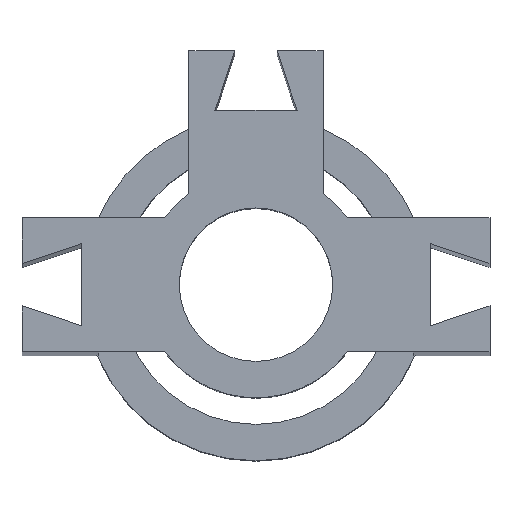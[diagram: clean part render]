
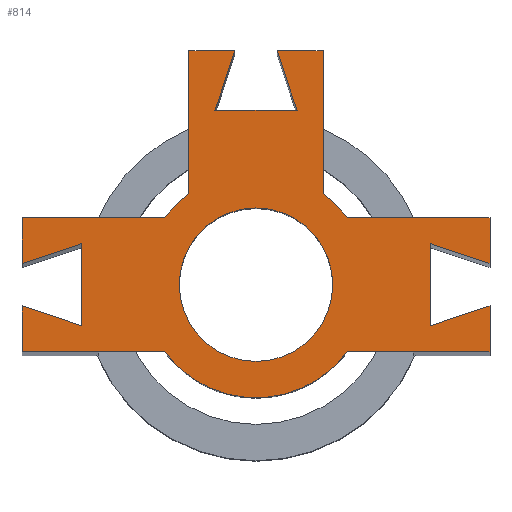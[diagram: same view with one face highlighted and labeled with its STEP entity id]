
A CAD part, top view. The second image highlights one B-rep face of the part: STEP entity #814.
In plain terms, the highlighted planar face has unit normal (0, 0, 1).
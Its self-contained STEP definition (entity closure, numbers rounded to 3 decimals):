
#18=FACE_BOUND('',#126,.T.);
#48=PLANE('',#883);
#85=FACE_OUTER_BOUND('',#125,.T.);
#125=EDGE_LOOP('',(#744,#745,#746,#747,#748,#749,#750,#751,#752,#753,#754,
#755,#756,#757,#758,#759,#760,#761,#762,#763,#764,#765,#766,#767));
#126=EDGE_LOOP('',(#768));
#142=CIRCLE('',#863,4.);
#143=CIRCLE('',#876,5.9);
#144=CIRCLE('',#877,5.9);
#145=CIRCLE('',#878,5.9);
#165=LINE('',#1154,#264);
#172=LINE('',#1168,#271);
#180=LINE('',#1184,#279);
#186=LINE('',#1196,#285);
#191=LINE('',#1205,#290);
#213=LINE('',#1263,#312);
#215=LINE('',#1267,#314);
#217=LINE('',#1271,#316);
#219=LINE('',#1275,#318);
#221=LINE('',#1279,#320);
#223=LINE('',#1283,#322);
#226=LINE('',#1288,#325);
#227=LINE('',#1291,#326);
#229=LINE('',#1295,#328);
#231=LINE('',#1299,#330);
#233=LINE('',#1302,#332);
#236=LINE('',#1313,#335);
#239=LINE('',#1318,#338);
#242=LINE('',#1323,#341);
#243=LINE('',#1325,#342);
#244=LINE('',#1327,#343);
#264=VECTOR('',#934,10.);
#271=VECTOR('',#945,10.);
#279=VECTOR('',#957,10.);
#285=VECTOR('',#965,10.);
#290=VECTOR('',#972,10.);
#312=VECTOR('',#1024,10.);
#314=VECTOR('',#1028,10.);
#316=VECTOR('',#1032,10.);
#318=VECTOR('',#1036,10.);
#320=VECTOR('',#1040,10.);
#322=VECTOR('',#1044,10.);
#325=VECTOR('',#1049,10.);
#326=VECTOR('',#1052,10.);
#328=VECTOR('',#1056,10.);
#330=VECTOR('',#1060,10.);
#332=VECTOR('',#1064,10.);
#335=VECTOR('',#1077,10.);
#338=VECTOR('',#1082,10.);
#341=VECTOR('',#1087,10.);
#342=VECTOR('',#1090,10.);
#343=VECTOR('',#1093,10.);
#366=VERTEX_POINT('',#1151);
#367=VERTEX_POINT('',#1153);
#371=VERTEX_POINT('',#1165);
#372=VERTEX_POINT('',#1167);
#377=VERTEX_POINT('',#1181);
#378=VERTEX_POINT('',#1183);
#382=VERTEX_POINT('',#1193);
#383=VERTEX_POINT('',#1195);
#386=VERTEX_POINT('',#1203);
#406=VERTEX_POINT('',#1258);
#407=VERTEX_POINT('',#1262);
#408=VERTEX_POINT('',#1266);
#409=VERTEX_POINT('',#1270);
#410=VERTEX_POINT('',#1274);
#411=VERTEX_POINT('',#1278);
#412=VERTEX_POINT('',#1282);
#413=VERTEX_POINT('',#1286);
#414=VERTEX_POINT('',#1290);
#415=VERTEX_POINT('',#1294);
#416=VERTEX_POINT('',#1298);
#417=VERTEX_POINT('',#1306);
#418=VERTEX_POINT('',#1311);
#419=VERTEX_POINT('',#1312);
#420=VERTEX_POINT('',#1317);
#421=VERTEX_POINT('',#1321);
#449=EDGE_CURVE('',#366,#367,#165,.T.);
#456=EDGE_CURVE('',#371,#372,#172,.T.);
#464=EDGE_CURVE('',#377,#378,#180,.T.);
#470=EDGE_CURVE('',#382,#383,#186,.T.);
#475=EDGE_CURVE('',#386,#377,#191,.T.);
#503=EDGE_CURVE('',#406,#406,#142,.T.);
#504=EDGE_CURVE('',#383,#407,#213,.T.);
#506=EDGE_CURVE('',#407,#408,#215,.T.);
#508=EDGE_CURVE('',#408,#409,#217,.T.);
#510=EDGE_CURVE('',#409,#410,#219,.T.);
#512=EDGE_CURVE('',#410,#411,#221,.T.);
#514=EDGE_CURVE('',#411,#412,#223,.T.);
#517=EDGE_CURVE('',#367,#413,#226,.T.);
#518=EDGE_CURVE('',#413,#414,#227,.T.);
#520=EDGE_CURVE('',#414,#415,#229,.T.);
#522=EDGE_CURVE('',#415,#416,#231,.T.);
#524=EDGE_CURVE('',#416,#371,#233,.T.);
#526=EDGE_CURVE('',#366,#412,#143,.T.);
#527=EDGE_CURVE('',#417,#372,#144,.T.);
#529=EDGE_CURVE('',#382,#378,#145,.T.);
#530=EDGE_CURVE('',#418,#419,#236,.T.);
#533=EDGE_CURVE('',#420,#418,#239,.T.);
#536=EDGE_CURVE('',#421,#420,#242,.T.);
#537=EDGE_CURVE('',#417,#421,#243,.T.);
#538=EDGE_CURVE('',#419,#386,#244,.T.);
#744=ORIENTED_EDGE('',*,*,#527,.T.);
#745=ORIENTED_EDGE('',*,*,#456,.F.);
#746=ORIENTED_EDGE('',*,*,#524,.F.);
#747=ORIENTED_EDGE('',*,*,#522,.F.);
#748=ORIENTED_EDGE('',*,*,#520,.F.);
#749=ORIENTED_EDGE('',*,*,#518,.F.);
#750=ORIENTED_EDGE('',*,*,#517,.F.);
#751=ORIENTED_EDGE('',*,*,#449,.F.);
#752=ORIENTED_EDGE('',*,*,#526,.T.);
#753=ORIENTED_EDGE('',*,*,#514,.F.);
#754=ORIENTED_EDGE('',*,*,#512,.F.);
#755=ORIENTED_EDGE('',*,*,#510,.F.);
#756=ORIENTED_EDGE('',*,*,#508,.F.);
#757=ORIENTED_EDGE('',*,*,#506,.F.);
#758=ORIENTED_EDGE('',*,*,#504,.F.);
#759=ORIENTED_EDGE('',*,*,#470,.F.);
#760=ORIENTED_EDGE('',*,*,#529,.T.);
#761=ORIENTED_EDGE('',*,*,#464,.F.);
#762=ORIENTED_EDGE('',*,*,#475,.F.);
#763=ORIENTED_EDGE('',*,*,#538,.F.);
#764=ORIENTED_EDGE('',*,*,#530,.F.);
#765=ORIENTED_EDGE('',*,*,#533,.F.);
#766=ORIENTED_EDGE('',*,*,#536,.F.);
#767=ORIENTED_EDGE('',*,*,#537,.F.);
#768=ORIENTED_EDGE('',*,*,#503,.T.);
#814=ADVANCED_FACE('',(#85,#18),#48,.T.);
#863=AXIS2_PLACEMENT_3D('',#1260,#1020,#1021);
#876=AXIS2_PLACEMENT_3D('',#1305,#1068,#1069);
#877=AXIS2_PLACEMENT_3D('',#1307,#1070,#1071);
#878=AXIS2_PLACEMENT_3D('',#1309,#1073,#1074);
#883=AXIS2_PLACEMENT_3D('',#1326,#1091,#1092);
#934=DIRECTION('',(0.,1.,0.));
#945=DIRECTION('',(0.,-1.,0.));
#957=DIRECTION('',(-1.,0.,0.));
#965=DIRECTION('',(-1.,0.,0.));
#972=DIRECTION('',(0.,-1.,0.));
#1020=DIRECTION('center_axis',(0.,0.,-1.));
#1021=DIRECTION('ref_axis',(1.,0.,0.));
#1024=DIRECTION('',(0.,1.,0.));
#1028=DIRECTION('',(0.949,-0.316,0.));
#1032=DIRECTION('',(0.,1.,0.));
#1036=DIRECTION('',(-0.949,-0.316,0.));
#1040=DIRECTION('',(0.,1.,0.));
#1044=DIRECTION('',(1.,0.,0.));
#1049=DIRECTION('',(1.,0.,0.));
#1052=DIRECTION('',(-0.316,-0.949,0.));
#1056=DIRECTION('',(1.,0.,0.));
#1060=DIRECTION('',(-0.316,0.949,0.));
#1064=DIRECTION('',(1.,0.,0.));
#1068=DIRECTION('center_axis',(0.,0.,1.));
#1069=DIRECTION('ref_axis',(1.,0.,0.));
#1070=DIRECTION('center_axis',(0.,0.,1.));
#1071=DIRECTION('ref_axis',(1.,0.,0.));
#1073=DIRECTION('center_axis',(0.,0.,1.));
#1074=DIRECTION('ref_axis',(1.,0.,0.));
#1077=DIRECTION('',(0.,-1.,0.));
#1082=DIRECTION('',(-0.949,0.316,0.));
#1087=DIRECTION('',(0.,-1.,0.));
#1090=DIRECTION('',(1.,0.,0.));
#1091=DIRECTION('center_axis',(0.,0.,1.));
#1092=DIRECTION('ref_axis',(1.,0.,0.));
#1093=DIRECTION('',(0.949,0.316,0.));
#1151=CARTESIAN_POINT('',(-3.5,4.75,0.));
#1153=CARTESIAN_POINT('',(-3.5,12.2,0.));
#1154=CARTESIAN_POINT('',(-3.5,4.,0.));
#1165=CARTESIAN_POINT('',(3.5,12.2,0.));
#1167=CARTESIAN_POINT('',(3.5,4.75,0.));
#1168=CARTESIAN_POINT('',(3.5,12.2,0.));
#1181=CARTESIAN_POINT('',(12.2,-3.5,0.));
#1183=CARTESIAN_POINT('',(4.75,-3.5,0.));
#1184=CARTESIAN_POINT('',(12.2,-3.5,0.));
#1193=CARTESIAN_POINT('',(-4.75,-3.5,0.));
#1195=CARTESIAN_POINT('',(-12.2,-3.5,0.));
#1196=CARTESIAN_POINT('',(-4.,-3.5,0.));
#1203=CARTESIAN_POINT('',(12.2,-1.105,0.));
#1205=CARTESIAN_POINT('',(12.2,3.5,0.));
#1258=CARTESIAN_POINT('',(-4.,0.,0.));
#1260=CARTESIAN_POINT('Origin',(0.,0.,0.));
#1262=CARTESIAN_POINT('',(-12.2,-1.105,0.));
#1263=CARTESIAN_POINT('',(-12.2,-3.5,0.));
#1266=CARTESIAN_POINT('',(-9.1,-2.139,0.));
#1267=CARTESIAN_POINT('',(-12.232,-1.095,0.));
#1270=CARTESIAN_POINT('',(-9.1,2.139,0.));
#1271=CARTESIAN_POINT('',(-9.1,-2.139,0.));
#1274=CARTESIAN_POINT('',(-12.2,1.105,0.));
#1275=CARTESIAN_POINT('',(-9.1,2.139,0.));
#1278=CARTESIAN_POINT('',(-12.2,3.5,0.));
#1279=CARTESIAN_POINT('',(-12.2,-3.5,0.));
#1282=CARTESIAN_POINT('',(-4.75,3.5,0.));
#1283=CARTESIAN_POINT('',(-12.2,3.5,0.));
#1286=CARTESIAN_POINT('',(-1.105,12.2,0.));
#1288=CARTESIAN_POINT('',(-3.5,12.2,0.));
#1290=CARTESIAN_POINT('',(-2.139,9.1,0.));
#1291=CARTESIAN_POINT('',(-1.095,12.232,0.));
#1294=CARTESIAN_POINT('',(2.139,9.1,0.));
#1295=CARTESIAN_POINT('',(-2.139,9.1,0.));
#1298=CARTESIAN_POINT('',(1.105,12.2,0.));
#1299=CARTESIAN_POINT('',(2.139,9.1,0.));
#1302=CARTESIAN_POINT('',(-3.5,12.2,0.));
#1305=CARTESIAN_POINT('Origin',(0.,0.,0.));
#1306=CARTESIAN_POINT('',(4.75,3.5,0.));
#1307=CARTESIAN_POINT('Origin',(0.,0.,0.));
#1309=CARTESIAN_POINT('Origin',(0.,0.,0.));
#1311=CARTESIAN_POINT('',(9.1,2.139,0.));
#1312=CARTESIAN_POINT('',(9.1,-2.139,0.));
#1313=CARTESIAN_POINT('',(9.1,2.139,0.));
#1317=CARTESIAN_POINT('',(12.2,1.105,0.));
#1318=CARTESIAN_POINT('',(12.232,1.095,0.));
#1321=CARTESIAN_POINT('',(12.2,3.5,0.));
#1323=CARTESIAN_POINT('',(12.2,3.5,0.));
#1325=CARTESIAN_POINT('',(4.,3.5,0.));
#1326=CARTESIAN_POINT('Origin',(0.,0.,0.));
#1327=CARTESIAN_POINT('',(9.1,-2.139,0.));
